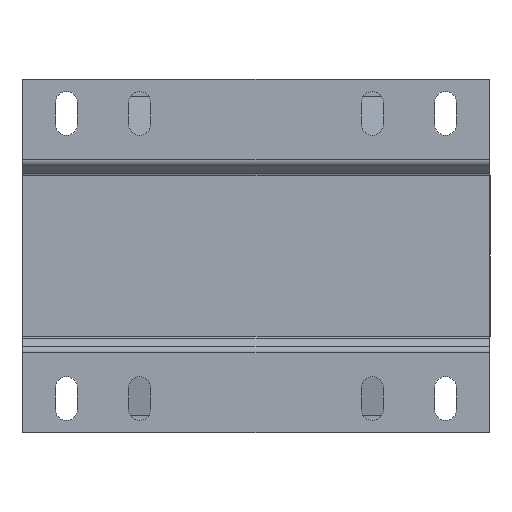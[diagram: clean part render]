
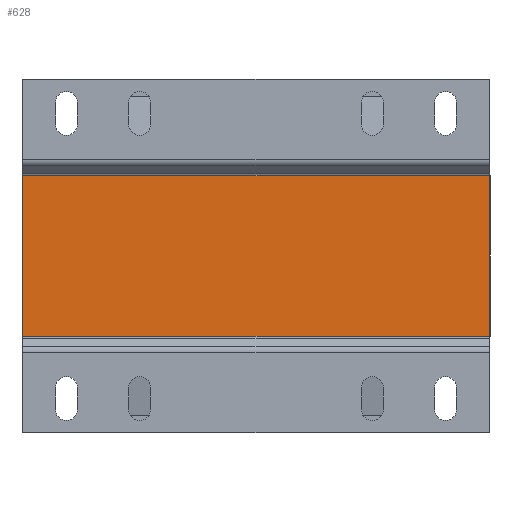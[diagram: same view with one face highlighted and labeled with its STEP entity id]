
A CAD part, front view. The second image highlights one B-rep face of the part: STEP entity #628.
In plain terms, the highlighted planar face has unit normal (0, -1, 0).
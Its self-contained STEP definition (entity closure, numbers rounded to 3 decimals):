
#186 = VERTEX_POINT ( 'NONE', #3659 ) ;
#279 = DIRECTION ( 'NONE',  ( 0., 0., 1. ) ) ;
#459 = ORIENTED_EDGE ( 'NONE', *, *, #6295, .T. ) ;
#461 = CARTESIAN_POINT ( 'NONE',  ( 95.75, -82.5, 74. ) ) ;
#550 = VECTOR ( 'NONE', #3258, 1000. ) ;
#592 = FACE_OUTER_BOUND ( 'NONE', #3826, .T. ) ;
#628 = ADVANCED_FACE ( 'Defeature ausgef�hrt2_91', ( #592 ), #5602, .F. ) ;
#1291 = VERTEX_POINT ( 'NONE', #3855 ) ;
#1654 = CARTESIAN_POINT ( 'NONE',  ( 95.75, -82.5, 33. ) ) ;
#1764 = EDGE_CURVE ( 'Defeature ausgef�hrt2_97+Defeature ausgef�hrt2_91+Defeature ausgef�hrt2_92+Defeature ausgef�hrt2_100', #8503, #186, #6350, .T. ) ;
#1910 = LINE ( 'NONE', #1654, #5575 ) ;
#2212 = LINE ( 'NONE', #2252, #4960 ) ;
#2225 = DIRECTION ( 'NONE',  ( 0., 1., 0. ) ) ;
#2252 = CARTESIAN_POINT ( 'NONE',  ( 95.75, -82.5, -33. ) ) ;
#2336 = DIRECTION ( 'NONE',  ( 1., 0., 0. ) ) ;
#2645 = VECTOR ( 'NONE', #6546, 1000. ) ;
#2909 = CARTESIAN_POINT ( 'NONE',  ( 0., -82.5, 0. ) ) ;
#3129 = CARTESIAN_POINT ( 'NONE',  ( -95.75, -82.5, 74. ) ) ;
#3258 = DIRECTION ( 'NONE',  ( 0., 0., 1. ) ) ;
#3659 = CARTESIAN_POINT ( 'NONE',  ( -95.75, -82.5, 33. ) ) ;
#3673 = DIRECTION ( 'NONE',  ( -1., 0., 0. ) ) ;
#3826 = EDGE_LOOP ( 'NONE', ( #459, #8408, #8435, #7388 ) ) ;
#3855 = CARTESIAN_POINT ( 'NONE',  ( 95.75, -82.5, -33. ) ) ;
#4287 = EDGE_CURVE ( 'Defeature ausgef�hrt2_91+Defeature ausgef�hrt2_92+Defeature ausgef�hrt2_97+Defeature ausgef�hrt2_107', #8503, #1291, #2212, .T. ) ;
#4373 = EDGE_CURVE ( 'Defeature ausgef�hrt2_107+Defeature ausgef�hrt2_91+Defeature ausgef�hrt2_100+Defeature ausgef�hrt2_92', #7953, #1291, #8280, .T. ) ;
#4947 = CARTESIAN_POINT ( 'NONE',  ( 95.75, -82.5, 33. ) ) ;
#4960 = VECTOR ( 'NONE', #2336, 1000. ) ;
#5030 = AXIS2_PLACEMENT_3D ( 'NONE', #2909, #2225, #279 ) ;
#5575 = VECTOR ( 'NONE', #3673, 1000. ) ;
#5602 = PLANE ( 'NONE',  #5030 ) ;
#6295 = EDGE_CURVE ( 'Defeature ausgef�hrt2_91+Defeature ausgef�hrt2_100+Defeature ausgef�hrt2_107+Defeature ausgef�hrt2_97', #7953, #186, #1910, .T. ) ;
#6350 = LINE ( 'NONE', #3129, #550 ) ;
#6546 = DIRECTION ( 'NONE',  ( 0., 0., -1. ) ) ;
#7008 = CARTESIAN_POINT ( 'NONE',  ( -95.75, -82.5, -33. ) ) ;
#7388 = ORIENTED_EDGE ( 'NONE', *, *, #4373, .F. ) ;
#7953 = VERTEX_POINT ( 'NONE', #4947 ) ;
#8280 = LINE ( 'NONE', #461, #2645 ) ;
#8408 = ORIENTED_EDGE ( 'NONE', *, *, #1764, .F. ) ;
#8435 = ORIENTED_EDGE ( 'NONE', *, *, #4287, .T. ) ;
#8503 = VERTEX_POINT ( 'NONE', #7008 ) ;
